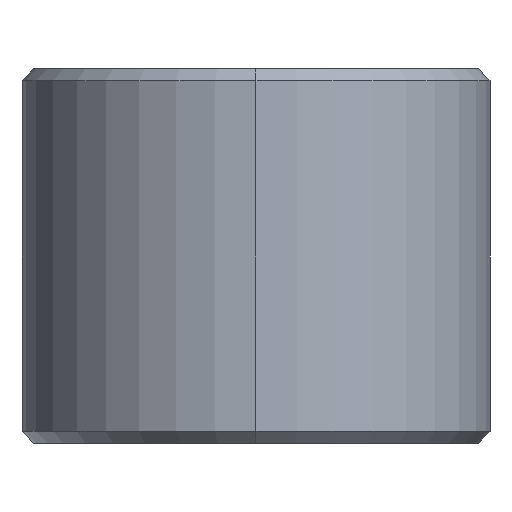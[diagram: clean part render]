
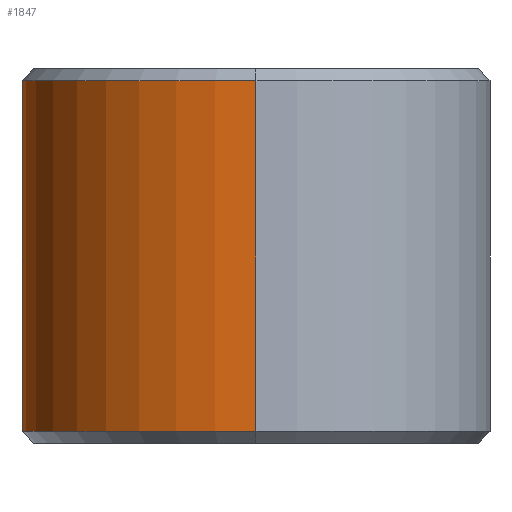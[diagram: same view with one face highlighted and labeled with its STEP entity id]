
A CAD part, left-side view. The second image highlights one B-rep face of the part: STEP entity #1847.
In plain terms, the highlighted cylindrical face has radius 7.938 mm (diameter 15.875 mm), a partial arc.
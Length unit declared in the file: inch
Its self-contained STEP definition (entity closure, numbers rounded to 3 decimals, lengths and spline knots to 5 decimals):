
#63 = DIRECTION ( 'NONE',  ( 0., 0., -1. ) ) ;
#98 = CARTESIAN_POINT ( 'NONE',  ( -1.6875, 0., 0.25 ) ) ;
#270 = CYLINDRICAL_SURFACE ( 'NONE', #1351, 0.3125 ) ;
#282 = ORIENTED_EDGE ( 'NONE', *, *, #1674, .F. ) ;
#389 = CARTESIAN_POINT ( 'NONE',  ( -1.6875, 0., 0.23438 ) ) ;
#458 = DIRECTION ( 'NONE',  ( 0., 0., -1. ) ) ;
#468 = VERTEX_POINT ( 'NONE', #1604 ) ;
#569 = VERTEX_POINT ( 'NONE', #1653 ) ;
#625 = VERTEX_POINT ( 'NONE', #389 ) ;
#641 = ORIENTED_EDGE ( 'NONE', *, *, #1873, .T. ) ;
#704 = AXIS2_PLACEMENT_3D ( 'NONE', #851, #458, #1043 ) ;
#718 = CARTESIAN_POINT ( 'NONE',  ( -1.375, 0., -0.23437 ) ) ;
#725 = CARTESIAN_POINT ( 'NONE',  ( -1.375, 0., 0.25 ) ) ;
#771 = EDGE_CURVE ( 'NONE', #625, #569, #1568, .T. ) ;
#823 = ORIENTED_EDGE ( 'NONE', *, *, #771, .F. ) ;
#851 = CARTESIAN_POINT ( 'NONE',  ( -1.375, 0., 0.23438 ) ) ;
#857 = VERTEX_POINT ( 'NONE', #1461 ) ;
#940 = VECTOR ( 'NONE', #1784, 39.37008 ) ;
#994 = DIRECTION ( 'NONE',  ( 0., 0., -1. ) ) ;
#1043 = DIRECTION ( 'NONE',  ( 1., 0., 0. ) ) ;
#1169 = EDGE_LOOP ( 'NONE', ( #823, #1810, #282, #641 ) ) ;
#1194 = CARTESIAN_POINT ( 'NONE',  ( -1.375, 0.3125, 0.25 ) ) ;
#1262 = CIRCLE ( 'NONE', #1852, 0.3125 ) ;
#1351 = AXIS2_PLACEMENT_3D ( 'NONE', #725, #994, #1741 ) ;
#1461 = CARTESIAN_POINT ( 'NONE',  ( -1.375, 0.3125, 0.23438 ) ) ;
#1489 = LINE ( 'NONE', #1194, #940 ) ;
#1568 = LINE ( 'NONE', #98, #1624 ) ;
#1580 = EDGE_CURVE ( 'NONE', #625, #857, #1889, .T. ) ;
#1604 = CARTESIAN_POINT ( 'NONE',  ( -1.375, 0.3125, -0.23437 ) ) ;
#1613 = FACE_OUTER_BOUND ( 'NONE', #1169, .T. ) ;
#1624 = VECTOR ( 'NONE', #63, 39.37008 ) ;
#1653 = CARTESIAN_POINT ( 'NONE',  ( -1.6875, 0., -0.23437 ) ) ;
#1674 = EDGE_CURVE ( 'NONE', #468, #857, #1489, .T. ) ;
#1719 = DIRECTION ( 'NONE',  ( 1., 0., 0. ) ) ;
#1741 = DIRECTION ( 'NONE',  ( -1., 0., 0. ) ) ;
#1784 = DIRECTION ( 'NONE',  ( 0., 0., 1. ) ) ;
#1810 = ORIENTED_EDGE ( 'NONE', *, *, #1580, .T. ) ;
#1847 = ADVANCED_FACE ( 'NONE', ( #1613 ), #270, .T. ) ;
#1852 = AXIS2_PLACEMENT_3D ( 'NONE', #718, #1913, #1719 ) ;
#1873 = EDGE_CURVE ( 'NONE', #468, #569, #1262, .T. ) ;
#1889 = CIRCLE ( 'NONE', #704, 0.3125 ) ;
#1913 = DIRECTION ( 'NONE',  ( 0., 0., 1. ) ) ;
